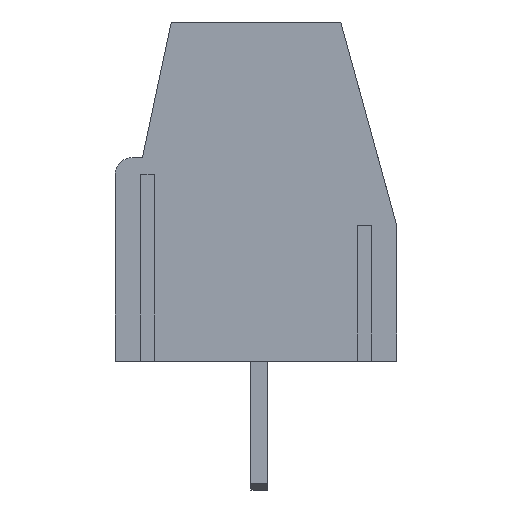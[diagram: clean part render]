
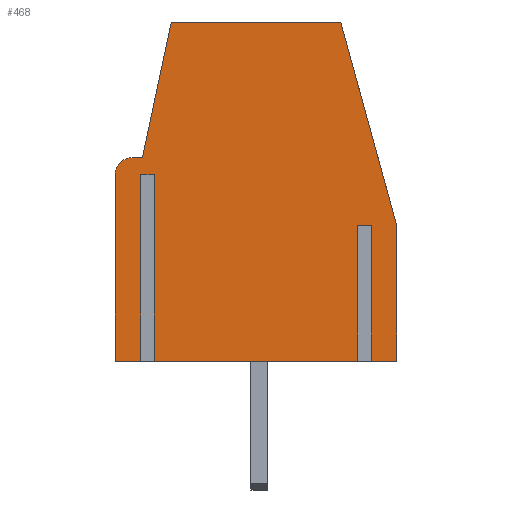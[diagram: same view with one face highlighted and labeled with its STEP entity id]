
A CAD part, left-side view. The second image highlights one B-rep face of the part: STEP entity #468.
In plain terms, the highlighted planar face has unit normal (-1, 0, 0).
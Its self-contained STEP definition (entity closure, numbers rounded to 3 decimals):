
#468 = ADVANCED_FACE( '', ( #905 ), #906, .F. );
#905 = FACE_OUTER_BOUND( '', #1339, .T. );
#906 = PLANE( '', #1340 );
#1339 = EDGE_LOOP( '', ( #2412, #2413, #2414, #2415, #2416, #2417, #2418, #2419, #2420, #2421, #2422, #2423, #2424, #2425, #2426, #2427 ) );
#1340 = AXIS2_PLACEMENT_3D( '', #2428, #2429, #2430 );
#2412 = ORIENTED_EDGE( '', *, *, #3077, .T. );
#2413 = ORIENTED_EDGE( '', *, *, #2860, .F. );
#2414 = ORIENTED_EDGE( '', *, *, #3148, .F. );
#2415 = ORIENTED_EDGE( '', *, *, #2903, .T. );
#2416 = ORIENTED_EDGE( '', *, *, #3102, .T. );
#2417 = ORIENTED_EDGE( '', *, *, #2856, .F. );
#2418 = ORIENTED_EDGE( '', *, *, #2983, .F. );
#2419 = ORIENTED_EDGE( '', *, *, #2930, .F. );
#2420 = ORIENTED_EDGE( '', *, *, #2979, .F. );
#2421 = ORIENTED_EDGE( '', *, *, #2708, .F. );
#2422 = ORIENTED_EDGE( '', *, *, #3046, .F. );
#2423 = ORIENTED_EDGE( '', *, *, #2752, .T. );
#2424 = ORIENTED_EDGE( '', *, *, #3149, .F. );
#2425 = ORIENTED_EDGE( '', *, *, #2847, .F. );
#2426 = ORIENTED_EDGE( '', *, *, #3099, .F. );
#2427 = ORIENTED_EDGE( '', *, *, #2755, .T. );
#2428 = CARTESIAN_POINT( '', ( -5., 0., 0. ) );
#2429 = DIRECTION( '', ( 1., 0., 0. ) );
#2430 = DIRECTION( '', ( 0., 0., -1. ) );
#2708 = EDGE_CURVE( '', #3211, #3212, #3213, .T. );
#2752 = EDGE_CURVE( '', #3289, #3287, #3290, .F. );
#2755 = EDGE_CURVE( '', #3293, #3294, #3295, .T. );
#2847 = EDGE_CURVE( '', #3459, #3461, #3462, .T. );
#2856 = EDGE_CURVE( '', #3474, #3476, #3477, .T. );
#2860 = EDGE_CURVE( '', #3482, #3454, #3484, .T. );
#2903 = EDGE_CURVE( '', #3549, #3550, #3551, .T. );
#2930 = EDGE_CURVE( '', #3592, #3582, #3594, .T. );
#2979 = EDGE_CURVE( '', #3212, #3592, #3669, .T. );
#2983 = EDGE_CURVE( '', #3582, #3474, #3673, .T. );
#3046 = EDGE_CURVE( '', #3289, #3211, #3758, .T. );
#3077 = EDGE_CURVE( '', #3294, #3454, #3801, .T. );
#3099 = EDGE_CURVE( '', #3293, #3459, #3829, .T. );
#3102 = EDGE_CURVE( '', #3550, #3476, #3832, .T. );
#3148 = EDGE_CURVE( '', #3549, #3482, #3884, .T. );
#3149 = EDGE_CURVE( '', #3461, #3287, #3885, .T. );
#3211 = VERTEX_POINT( '', #3956 );
#3212 = VERTEX_POINT( '', #3957 );
#3213 = LINE( '', #3958, #3959 );
#3287 = VERTEX_POINT( '', #4062 );
#3289 = VERTEX_POINT( '', #4065 );
#3290 = CIRCLE( '', #4066, 0.5 );
#3293 = VERTEX_POINT( '', #4070 );
#3294 = VERTEX_POINT( '', #4071 );
#3295 = LINE( '', #4072, #4073 );
#3454 = VERTEX_POINT( '', #4305 );
#3459 = VERTEX_POINT( '', #4312 );
#3461 = VERTEX_POINT( '', #4315 );
#3462 = LINE( '', #4316, #4317 );
#3474 = VERTEX_POINT( '', #4336 );
#3476 = VERTEX_POINT( '', #4339 );
#3477 = LINE( '', #4340, #4341 );
#3482 = VERTEX_POINT( '', #4348 );
#3484 = LINE( '', #4351, #4352 );
#3549 = VERTEX_POINT( '', #4442 );
#3550 = VERTEX_POINT( '', #4443 );
#3551 = LINE( '', #4444, #4445 );
#3582 = VERTEX_POINT( '', #4490 );
#3592 = VERTEX_POINT( '', #4506 );
#3594 = LINE( '', #4509, #4510 );
#3669 = LINE( '', #4617, #4618 );
#3673 = LINE( '', #4623, #4624 );
#3758 = LINE( '', #4751, #4752 );
#3801 = LINE( '', #4815, #4816 );
#3829 = LINE( '', #4857, #4858 );
#3832 = LINE( '', #4861, #4862 );
#3884 = LINE( '', #4938, #4939 );
#3885 = LINE( '', #4940, #4941 );
#3956 = CARTESIAN_POINT( '', ( -5., 3.35, 3. ) );
#3957 = CARTESIAN_POINT( '', ( -5., 2.5, 7. ) );
#3958 = CARTESIAN_POINT( '', ( -5., 2.5, 7. ) );
#3959 = VECTOR( '', #5004, 1000. );
#4062 = CARTESIAN_POINT( '', ( -5., 4.15, 2.5 ) );
#4065 = CARTESIAN_POINT( '', ( -5., 3.65, 3. ) );
#4066 = AXIS2_PLACEMENT_3D( '', #5053, #5054, #5055 );
#4070 = CARTESIAN_POINT( '', ( -5., 3.4, 2.5 ) );
#4071 = CARTESIAN_POINT( '', ( -5., 3., 2.5 ) );
#4072 = CARTESIAN_POINT( '', ( -5., 3.4, 2.5 ) );
#4073 = VECTOR( '', #5057, 1000. );
#4305 = CARTESIAN_POINT( '', ( -5., 3., -3. ) );
#4312 = CARTESIAN_POINT( '', ( -5., 3.4, -3. ) );
#4315 = CARTESIAN_POINT( '', ( -5., 4.15, -3. ) );
#4316 = CARTESIAN_POINT( '', ( -5., -4.15, -3. ) );
#4317 = VECTOR( '', #5146, 1000. );
#4336 = CARTESIAN_POINT( '', ( -5., -4.15, -3. ) );
#4339 = CARTESIAN_POINT( '', ( -5., -3.4, -3. ) );
#4340 = CARTESIAN_POINT( '', ( -5., -4.15, -3. ) );
#4341 = VECTOR( '', #5155, 1000. );
#4348 = CARTESIAN_POINT( '', ( -5., -3., -3. ) );
#4351 = CARTESIAN_POINT( '', ( -5., -4.15, -3. ) );
#4352 = VECTOR( '', #5159, 1000. );
#4442 = CARTESIAN_POINT( '', ( -5., -3., 1. ) );
#4443 = CARTESIAN_POINT( '', ( -5., -3.4, 1. ) );
#4444 = CARTESIAN_POINT( '', ( -5., -3., 1. ) );
#4445 = VECTOR( '', #5206, 1000. );
#4490 = CARTESIAN_POINT( '', ( -5., -4.15, 1. ) );
#4506 = CARTESIAN_POINT( '', ( -5., -2.5, 7. ) );
#4509 = CARTESIAN_POINT( '', ( -5., -4.15, 1. ) );
#4510 = VECTOR( '', #5231, 1000. );
#4617 = CARTESIAN_POINT( '', ( -5., 2.5, 7. ) );
#4618 = VECTOR( '', #5282, 1000. );
#4623 = CARTESIAN_POINT( '', ( -5., -4.15, 1. ) );
#4624 = VECTOR( '', #5284, 1000. );
#4751 = CARTESIAN_POINT( '', ( -5., 3.35, 3. ) );
#4752 = VECTOR( '', #5336, 1000. );
#4815 = CARTESIAN_POINT( '', ( -5., 3., 2.5 ) );
#4816 = VECTOR( '', #5360, 1000. );
#4857 = CARTESIAN_POINT( '', ( -5., 3.4, 2.5 ) );
#4858 = VECTOR( '', #5377, 1000. );
#4861 = CARTESIAN_POINT( '', ( -5., -3.4, 1. ) );
#4862 = VECTOR( '', #5378, 1000. );
#4938 = CARTESIAN_POINT( '', ( -5., -3., 1. ) );
#4939 = VECTOR( '', #5406, 1000. );
#4940 = CARTESIAN_POINT( '', ( -5., 4.15, -3. ) );
#4941 = VECTOR( '', #5407, 1000. );
#5004 = DIRECTION( '', ( 0., -0.208, 0.978 ) );
#5053 = CARTESIAN_POINT( '', ( -5., 3.65, 2.5 ) );
#5054 = DIRECTION( '', ( 1., 0., 0. ) );
#5055 = DIRECTION( '', ( 0., 0., -1. ) );
#5057 = DIRECTION( '', ( 0., -1., 0. ) );
#5146 = DIRECTION( '', ( 0., 1., 0. ) );
#5155 = DIRECTION( '', ( 0., 1., 0. ) );
#5159 = DIRECTION( '', ( 0., 1., 0. ) );
#5206 = DIRECTION( '', ( 0., -1., 0. ) );
#5231 = DIRECTION( '', ( 0., -0.265, -0.964 ) );
#5282 = DIRECTION( '', ( 0., -1., 0. ) );
#5284 = DIRECTION( '', ( 0., 0., -1. ) );
#5336 = DIRECTION( '', ( 0., -1., 0. ) );
#5360 = DIRECTION( '', ( 0., 0., -1. ) );
#5377 = DIRECTION( '', ( 0., 0., -1. ) );
#5378 = DIRECTION( '', ( 0., 0., -1. ) );
#5406 = DIRECTION( '', ( 0., 0., -1. ) );
#5407 = DIRECTION( '', ( 0., 0., 1. ) );
